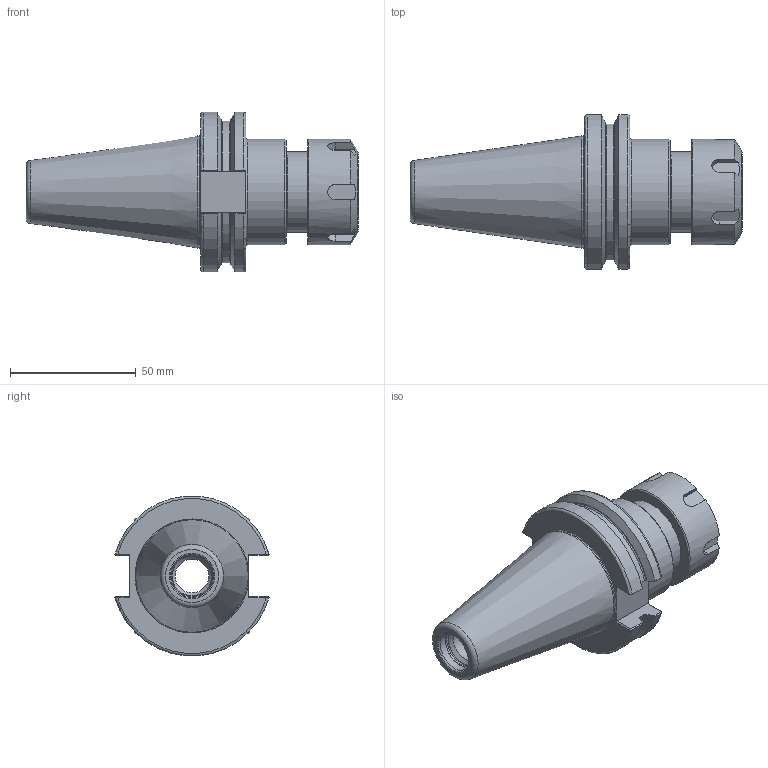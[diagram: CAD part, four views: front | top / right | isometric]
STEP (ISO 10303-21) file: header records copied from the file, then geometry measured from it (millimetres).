
FILE_DESCRIPTION(/* description */ (''),/* implementation_level */ '2;1');
FILE_NAME(/* name */ 'DCAT40-ER25-0250.stp',/* time_stamp */ '2019-05-30T16:17:50-05:00',/* author */ ('ldfli'),/* organization */ ('Pioneer N.A.'),/* preprocessor_version */ 'ST-DEVELOPER v18',/* originating_system */ 'Autodesk Inventor LT',/* authorisation */ '');
FILE_SCHEMA (('AUTOMOTIVE_DESIGN { 1 0 10303 214 3 1 1 }'));
Length unit declared in the file: millimetre
Products named in the file (1): DCAT40-ER25-0250
Bounding box: 131.75 x 61.14 x 63.31 mm (x, y, z)
Volume: 137830.4 mm3; surface area: 33065.6 mm2
Topology: 2 solids, 2 shells, 137 faces, 394 edges, 270 vertices
Faces by surface type: plane 59, cylinder 27, torus 18, cone 17, bspline 16
Full cylindrical faces by diameter (mm): 10 x1, 13.386 x1, 15.748 x1, 16.28 x1, 16.78 x1, 18 x1, 20.515 x1, 23.5 x1, 28.5 x1, 30.5 x1, 32 x1, 33.72 x1, 42 x2, 44.45 x1
Entity records: 5390 total; most frequent: CARTESIAN_POINT 1820, ORIENTED_EDGE 788, DIRECTION 708, EDGE_CURVE 394, AXIS2_PLACEMENT_3D 279, VERTEX_POINT 270, CIRCLE 157, LINE 150
